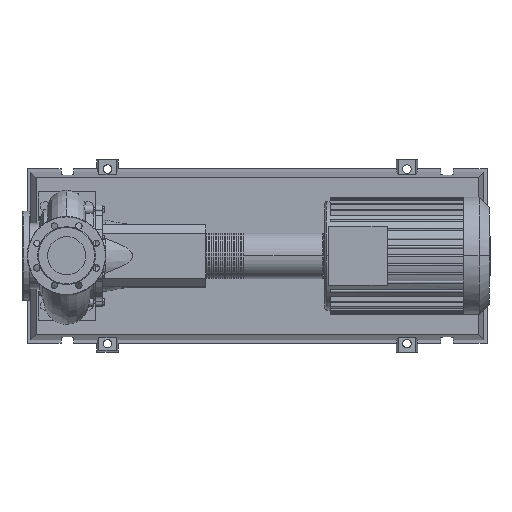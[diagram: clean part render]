
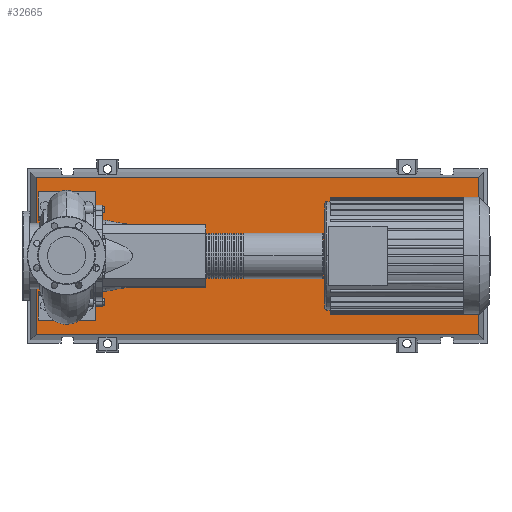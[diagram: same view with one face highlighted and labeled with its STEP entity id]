
A CAD part, top view. The second image highlights one B-rep face of the part: STEP entity #32665.
In plain terms, the highlighted planar face has unit normal (0, 0, 1).
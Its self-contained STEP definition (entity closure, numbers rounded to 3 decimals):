
#32346=CARTESIAN_POINT('',(1155.471,-220.471,103.0));
#32347=VERTEX_POINT('',#32346);
#32354=CARTESIAN_POINT('',(-85.471,-220.471,103.0));
#32355=VERTEX_POINT('',#32354);
#32356=CARTESIAN_POINT('',(1155.471,-220.471,103.0));
#32357=DIRECTION('',(-1.0,0.0,0.0));
#32358=VECTOR('',#32357,1240.941);
#32359=LINE('',#32356,#32358);
#32360=EDGE_CURVE('',#32347,#32355,#32359,.T.);
#32578=CARTESIAN_POINT('',(1155.471,220.471,103.0));
#32579=VERTEX_POINT('',#32578);
#32580=CARTESIAN_POINT('',(1155.471,220.471,103.0));
#32581=DIRECTION('',(0.0,-1.0,0.0));
#32582=VECTOR('',#32581,440.941);
#32583=LINE('',#32580,#32582);
#32584=EDGE_CURVE('',#32579,#32347,#32583,.T.);
#32602=CARTESIAN_POINT('',(-85.471,220.471,103.0));
#32603=VERTEX_POINT('',#32602);
#32604=CARTESIAN_POINT('',(-85.471,-220.471,103.0));
#32605=DIRECTION('',(0.0,1.0,0.0));
#32606=VECTOR('',#32605,440.941);
#32607=LINE('',#32604,#32606);
#32608=EDGE_CURVE('',#32355,#32603,#32607,.T.);
#32641=CARTESIAN_POINT('',(-85.471,220.471,103.0));
#32642=DIRECTION('',(1.0,0.0,0.0));
#32643=VECTOR('',#32642,1240.941);
#32644=LINE('',#32641,#32643);
#32645=EDGE_CURVE('',#32603,#32579,#32644,.T.);
#32654=CARTESIAN_POINT('',(535.,0.,103.0));
#32655=DIRECTION('',(0.0,0.0,1.0));
#32656=DIRECTION('',(1.0,0.0,0.0));
#32657=AXIS2_PLACEMENT_3D('',#32654,#32655,#32656);
#32658=PLANE('',#32657);
#32659=ORIENTED_EDGE('',*,*,#32584,.F.);
#32660=ORIENTED_EDGE('',*,*,#32645,.F.);
#32661=ORIENTED_EDGE('',*,*,#32608,.F.);
#32662=ORIENTED_EDGE('',*,*,#32360,.F.);
#32663=EDGE_LOOP('',(#32659,#32660,#32661,#32662));
#32664=FACE_OUTER_BOUND('',#32663,.T.);
#32665=ADVANCED_FACE('',(#32664),#32658,.T.);
